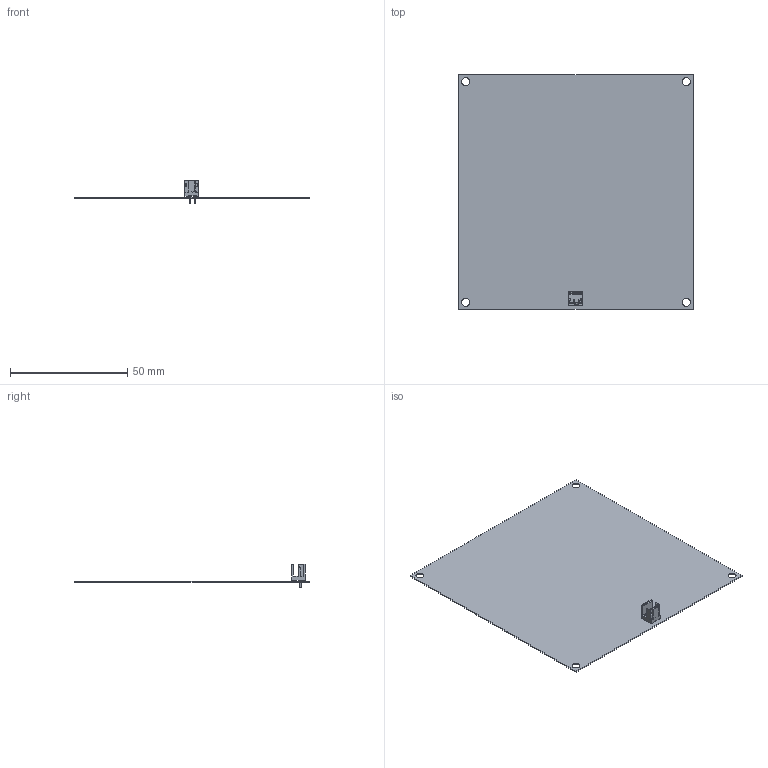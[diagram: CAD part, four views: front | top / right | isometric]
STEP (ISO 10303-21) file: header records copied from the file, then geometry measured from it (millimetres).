
FILE_DESCRIPTION(('Open CASCADE Model'),'2;1');
FILE_NAME('Open CASCADE Shape Model','2024-04-01T14:03:37',('Author'),( 'Open CASCADE'),'Open CASCADE STEP processor 7.5','Open CASCADE 7.5' ,'Unknown');
FILE_SCHEMA(('AUTOMOTIVE_DESIGN { 1 0 10303 214 1 1 1 1 }'));
Length unit declared in the file: millimetre
Products named in the file (5): PCB; Board; Open CASCADE STEP translator 7.5 2.1.1; J7; 6073238368
Assembly tree (4 placements, depth 3):
  PCB
    Board
      Open CASCADE STEP translator 7.5 2.1.1
    J7
      6073238368
Bounding box: 100 x 100 x 10 mm (x, y, z)
Volume: 4203.2 mm3; surface area: 20431.2 mm2
Topology: 2 solids, 2 shells, 93 faces, 262 edges, 173 vertices
Faces by surface type: plane 71, cylinder 22
Full cylindrical faces by diameter (mm): 0.8 x2, 3.4 x4
Entity records: 3148 total; most frequent: CARTESIAN_POINT 584, ORIENTED_EDGE 524, DIRECTION 487, EDGE_CURVE 262, LINE 213, VECTOR 213, VERTEX_POINT 173, AXIS2_PLACEMENT_3D 137
